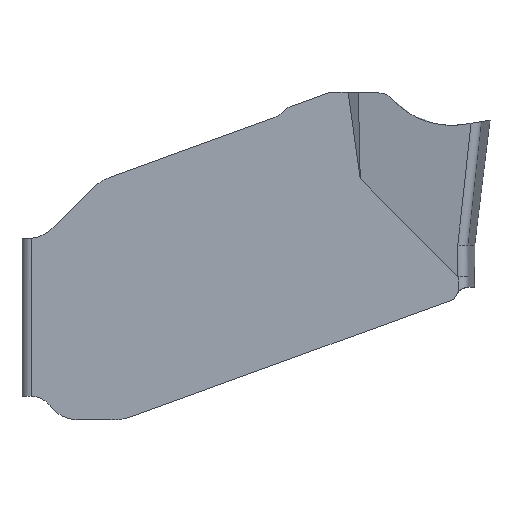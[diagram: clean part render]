
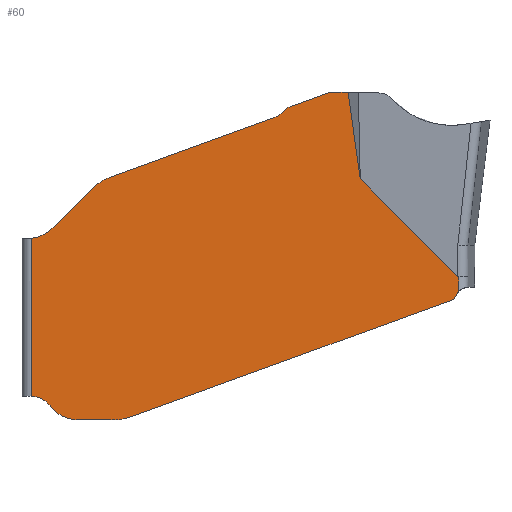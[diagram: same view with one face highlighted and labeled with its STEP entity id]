
A CAD part, left-side view. The second image highlights one B-rep face of the part: STEP entity #60.
In plain terms, the highlighted planar face has unit normal (-1, 0, 0).
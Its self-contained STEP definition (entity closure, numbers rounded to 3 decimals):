
#60=ADVANCED_FACE('',(#125),#105,.F.);
#105=PLANE('',#938);
#125=FACE_OUTER_BOUND('',#170,.T.);
#170=EDGE_LOOP('',(#383,#384,#385,#386,#387,#388,#389,#390,#391,#392,#393,
#394,#395,#396,#397,#398,#399,#400,#401,#402,#403,#404,#405,#406,#407,#408));
#215=ELLIPSE('',#926,2.878,0.2);
#216=ELLIPSE('',#931,1.32,1.);
#217=ELLIPSE('',#935,1.46,1.);
#234=LINE('',#1362,#306);
#235=LINE('',#1366,#307);
#236=LINE('',#1368,#308);
#237=LINE('',#1370,#309);
#238=LINE('',#1374,#310);
#239=LINE('',#1380,#311);
#240=LINE('',#1391,#312);
#241=LINE('',#1395,#313);
#242=LINE('',#1401,#314);
#243=LINE('',#1412,#315);
#244=LINE('',#1416,#316);
#306=VECTOR('',#1019,1.);
#307=VECTOR('',#1022,1.);
#308=VECTOR('',#1023,1.);
#309=VECTOR('',#1024,1.);
#310=VECTOR('',#1027,1.);
#311=VECTOR('',#1032,1.);
#312=VECTOR('',#1037,1.);
#313=VECTOR('',#1040,1.);
#314=VECTOR('',#1045,1.);
#315=VECTOR('',#1050,1.);
#316=VECTOR('',#1053,1.);
#383=ORIENTED_EDGE('',*,*,#721,.T.);
#384=ORIENTED_EDGE('',*,*,#722,.T.);
#385=ORIENTED_EDGE('',*,*,#723,.T.);
#386=ORIENTED_EDGE('',*,*,#724,.T.);
#387=ORIENTED_EDGE('',*,*,#725,.T.);
#388=ORIENTED_EDGE('',*,*,#726,.T.);
#389=ORIENTED_EDGE('',*,*,#727,.T.);
#390=ORIENTED_EDGE('',*,*,#728,.T.);
#391=ORIENTED_EDGE('',*,*,#729,.T.);
#392=ORIENTED_EDGE('',*,*,#730,.T.);
#393=ORIENTED_EDGE('',*,*,#731,.T.);
#394=ORIENTED_EDGE('',*,*,#732,.T.);
#395=ORIENTED_EDGE('',*,*,#733,.T.);
#396=ORIENTED_EDGE('',*,*,#734,.T.);
#397=ORIENTED_EDGE('',*,*,#735,.T.);
#398=ORIENTED_EDGE('',*,*,#736,.T.);
#399=ORIENTED_EDGE('',*,*,#737,.T.);
#400=ORIENTED_EDGE('',*,*,#738,.T.);
#401=ORIENTED_EDGE('',*,*,#739,.T.);
#402=ORIENTED_EDGE('',*,*,#740,.T.);
#403=ORIENTED_EDGE('',*,*,#741,.T.);
#404=ORIENTED_EDGE('',*,*,#742,.T.);
#405=ORIENTED_EDGE('',*,*,#743,.T.);
#406=ORIENTED_EDGE('',*,*,#744,.T.);
#407=ORIENTED_EDGE('',*,*,#745,.T.);
#408=ORIENTED_EDGE('',*,*,#746,.T.);
#637=VERTEX_POINT('',#1360);
#638=VERTEX_POINT('',#1361);
#639=VERTEX_POINT('',#1363);
#640=VERTEX_POINT('',#1365);
#641=VERTEX_POINT('',#1367);
#642=VERTEX_POINT('',#1369);
#643=VERTEX_POINT('',#1371);
#644=VERTEX_POINT('',#1373);
#645=VERTEX_POINT('',#1375);
#646=VERTEX_POINT('',#1377);
#647=VERTEX_POINT('',#1379);
#648=VERTEX_POINT('',#1381);
#649=VERTEX_POINT('',#1383);
#650=VERTEX_POINT('',#1388);
#651=VERTEX_POINT('',#1390);
#652=VERTEX_POINT('',#1392);
#653=VERTEX_POINT('',#1394);
#654=VERTEX_POINT('',#1396);
#655=VERTEX_POINT('',#1398);
#656=VERTEX_POINT('',#1400);
#657=VERTEX_POINT('',#1402);
#658=VERTEX_POINT('',#1404);
#659=VERTEX_POINT('',#1409);
#660=VERTEX_POINT('',#1411);
#661=VERTEX_POINT('',#1413);
#662=VERTEX_POINT('',#1415);
#721=EDGE_CURVE('',#637,#638,#848,.T.);
#722=EDGE_CURVE('',#638,#639,#234,.T.);
#723=EDGE_CURVE('',#639,#640,#215,.T.);
#724=EDGE_CURVE('',#640,#641,#235,.T.);
#725=EDGE_CURVE('',#641,#642,#236,.T.);
#726=EDGE_CURVE('',#642,#643,#237,.T.);
#727=EDGE_CURVE('',#643,#644,#849,.T.);
#728=EDGE_CURVE('',#644,#645,#238,.T.);
#729=EDGE_CURVE('',#645,#646,#850,.T.);
#730=EDGE_CURVE('',#646,#647,#851,.T.);
#731=EDGE_CURVE('',#647,#648,#239,.T.);
#732=EDGE_CURVE('',#648,#649,#852,.T.);
#733=EDGE_CURVE('',#649,#650,#875,.T.);
#734=EDGE_CURVE('',#650,#651,#216,.T.);
#735=EDGE_CURVE('',#651,#652,#240,.T.);
#736=EDGE_CURVE('',#652,#653,#853,.T.);
#737=EDGE_CURVE('',#653,#654,#241,.T.);
#738=EDGE_CURVE('',#654,#655,#854,.T.);
#739=EDGE_CURVE('',#655,#656,#855,.T.);
#740=EDGE_CURVE('',#656,#657,#242,.T.);
#741=EDGE_CURVE('',#657,#658,#217,.T.);
#742=EDGE_CURVE('',#658,#659,#876,.T.);
#743=EDGE_CURVE('',#659,#660,#856,.T.);
#744=EDGE_CURVE('',#660,#661,#243,.T.);
#745=EDGE_CURVE('',#661,#662,#857,.T.);
#746=EDGE_CURVE('',#662,#637,#244,.T.);
#848=CIRCLE('',#925,0.3);
#849=CIRCLE('',#927,0.2);
#850=CIRCLE('',#928,0.25);
#851=CIRCLE('',#929,0.472);
#852=CIRCLE('',#930,1.);
#853=CIRCLE('',#932,0.8);
#854=CIRCLE('',#933,0.5);
#855=CIRCLE('',#934,0.75);
#856=CIRCLE('',#936,1.);
#857=CIRCLE('',#937,0.1);
#875=B_SPLINE_CURVE_WITH_KNOTS('',3,(#1384,#1385,#1386,#1387),
 .UNSPECIFIED.,.F.,.F.,(4,4),(0.,1.),.UNSPECIFIED.);
#876=B_SPLINE_CURVE_WITH_KNOTS('',3,(#1405,#1406,#1407,#1408),
 .UNSPECIFIED.,.F.,.F.,(4,4),(0.,1.),.UNSPECIFIED.);
#925=AXIS2_PLACEMENT_3D('',#1359,#1017,#1018);
#926=AXIS2_PLACEMENT_3D('',#1364,#1020,#1021);
#927=AXIS2_PLACEMENT_3D('',#1372,#1025,#1026);
#928=AXIS2_PLACEMENT_3D('',#1376,#1028,#1029);
#929=AXIS2_PLACEMENT_3D('',#1378,#1030,#1031);
#930=AXIS2_PLACEMENT_3D('',#1382,#1033,#1034);
#931=AXIS2_PLACEMENT_3D('',#1389,#1035,#1036);
#932=AXIS2_PLACEMENT_3D('',#1393,#1038,#1039);
#933=AXIS2_PLACEMENT_3D('',#1397,#1041,#1042);
#934=AXIS2_PLACEMENT_3D('',#1399,#1043,#1044);
#935=AXIS2_PLACEMENT_3D('',#1403,#1046,#1047);
#936=AXIS2_PLACEMENT_3D('',#1410,#1048,#1049);
#937=AXIS2_PLACEMENT_3D('',#1414,#1051,#1052);
#938=AXIS2_PLACEMENT_3D('',#1417,#1054,#1055);
#1017=DIRECTION('',(1.,0.,0.));
#1018=DIRECTION('',(0.,0.,-1.));
#1019=DIRECTION('',(0.,0.,1.));
#1020=DIRECTION('',(1.,0.,0.));
#1021=DIRECTION('',(0.,0.006,1.));
#1022=DIRECTION('',(0.,0.708,0.706));
#1023=DIRECTION('',(0.,0.139,0.99));
#1024=DIRECTION('',(0.,1.,0.));
#1025=DIRECTION('',(-1.,0.,0.));
#1026=DIRECTION('',(0.,0.,-1.));
#1027=DIRECTION('',(0.,0.94,-0.342));
#1028=DIRECTION('',(-1.,0.,0.));
#1029=DIRECTION('',(0.,0.,-1.));
#1030=DIRECTION('',(1.,0.,0.));
#1031=DIRECTION('',(0.,0.,-1.));
#1032=DIRECTION('',(0.,0.94,-0.342));
#1033=DIRECTION('',(-1.,0.,0.));
#1034=DIRECTION('',(0.,0.,-1.));
#1035=DIRECTION('',(-1.,0.,0.));
#1036=DIRECTION('',(0.,0.707,-0.707));
#1037=DIRECTION('',(0.,0.707,-0.707));
#1038=DIRECTION('',(1.,0.,0.));
#1039=DIRECTION('',(0.,0.,-1.));
#1040=DIRECTION('',(0.,0.,-1.));
#1041=DIRECTION('',(1.,0.,0.));
#1042=DIRECTION('',(0.,0.,-1.));
#1043=DIRECTION('',(-1.,0.,0.));
#1044=DIRECTION('',(0.,0.,-1.));
#1045=DIRECTION('',(0.,-1.,0.));
#1046=DIRECTION('',(-1.,0.,0.));
#1047=DIRECTION('',(0.,-1.,0.));
#1048=DIRECTION('',(-1.,0.,0.));
#1049=DIRECTION('',(0.,0.,-1.));
#1050=DIRECTION('',(0.,-0.94,0.342));
#1051=DIRECTION('',(-1.,0.,0.));
#1052=DIRECTION('',(0.,0.,-1.));
#1053=DIRECTION('',(0.,-0.5,0.866));
#1054=DIRECTION('',(1.,0.,0.));
#1055=DIRECTION('',(0.,0.,-1.));
#1359=CARTESIAN_POINT('',(-1.,-4.55,-3.866));
#1360=CARTESIAN_POINT('',(-1.,-4.29,-3.716));
#1361=CARTESIAN_POINT('',(-1.,-4.329,-3.663));
#1362=CARTESIAN_POINT('',(-1.,-4.329,-3.534));
#1363=CARTESIAN_POINT('',(-1.,-4.329,-3.344));
#1364=CARTESIAN_POINT('',(-1.,-4.312,-0.467));
#1365=CARTESIAN_POINT('',(-1.,-4.315,-3.337));
#1366=CARTESIAN_POINT('',(-1.,-0.484,0.485));
#1367=CARTESIAN_POINT('',(-1.,-2.226,-1.254));
#1368=CARTESIAN_POINT('',(-1.,-2.012,0.281));
#1369=CARTESIAN_POINT('',(-1.,-1.967,0.6));
#1370=CARTESIAN_POINT('',(-1.,0.,0.6));
#1371=CARTESIAN_POINT('',(-1.,-1.622,0.6));
#1372=CARTESIAN_POINT('',(-1.,-1.622,0.4));
#1373=CARTESIAN_POINT('',(-1.,-1.553,0.588));
#1374=CARTESIAN_POINT('',(-1.,0.007,0.02));
#1375=CARTESIAN_POINT('',(-1.,-0.712,0.282));
#1376=CARTESIAN_POINT('',(-1.,-0.797,0.047));
#1377=CARTESIAN_POINT('',(-1.,-0.604,0.206));
#1378=CARTESIAN_POINT('',(-1.,-0.24,0.506));
#1379=CARTESIAN_POINT('',(-1.,-0.401,0.062));
#1380=CARTESIAN_POINT('',(-1.,-0.027,-0.074));
#1381=CARTESIAN_POINT('',(-1.,3.129,-1.223));
#1382=CARTESIAN_POINT('',(-1.,2.787,-2.162));
#1383=CARTESIAN_POINT('',(-1.,3.302,-1.305));
#1384=CARTESIAN_POINT('',(-1.,3.302,-1.305));
#1385=CARTESIAN_POINT('',(-1.,3.32,-1.316));
#1386=CARTESIAN_POINT('',(-1.,3.339,-1.329));
#1387=CARTESIAN_POINT('',(-1.,3.356,-1.342));
#1388=CARTESIAN_POINT('',(-1.,3.356,-1.342));
#1389=CARTESIAN_POINT('',(-1.,2.833,-2.209));
#1390=CARTESIAN_POINT('',(-1.,3.54,-1.502));
#1391=CARTESIAN_POINT('',(-1.,1.019,1.019));
#1392=CARTESIAN_POINT('',(-1.,4.334,-2.296));
#1393=CARTESIAN_POINT('',(-1.,4.9,-1.73));
#1394=CARTESIAN_POINT('',(-1.,4.8,-2.524));
#1395=CARTESIAN_POINT('',(-1.,4.8,-7.9));
#1396=CARTESIAN_POINT('',(-1.,4.8,-5.9));
#1397=CARTESIAN_POINT('',(-1.,4.8,-6.4));
#1398=CARTESIAN_POINT('',(-1.,4.4,-6.1));
#1399=CARTESIAN_POINT('',(-1.,3.8,-5.65));
#1400=CARTESIAN_POINT('',(-1.,3.8,-6.4));
#1401=CARTESIAN_POINT('',(-1.,0.,-6.4));
#1402=CARTESIAN_POINT('',(-1.,3.101,-6.4));
#1403=CARTESIAN_POINT('',(-1.,3.101,-5.4));
#1404=CARTESIAN_POINT('',(-1.,2.868,-6.387));
#1405=CARTESIAN_POINT('',(-1.,2.868,-6.387));
#1406=CARTESIAN_POINT('',(-1.,2.849,-6.385));
#1407=CARTESIAN_POINT('',(-1.,2.831,-6.382));
#1408=CARTESIAN_POINT('',(-1.,2.812,-6.378));
#1409=CARTESIAN_POINT('',(-1.,2.812,-6.378));
#1410=CARTESIAN_POINT('',(-1.,3.02,-5.4));
#1411=CARTESIAN_POINT('',(-1.,2.678,-6.34));
#1412=CARTESIAN_POINT('',(-1.,-1.724,-4.737));
#1413=CARTESIAN_POINT('',(-1.,-4.192,-3.839));
#1414=CARTESIAN_POINT('',(-1.,-4.158,-3.745));
#1415=CARTESIAN_POINT('',(-1.,-4.245,-3.795));
#1416=CARTESIAN_POINT('',(-1.,-4.827,-2.787));
#1417=CARTESIAN_POINT('',(-1.,0.,0.));
